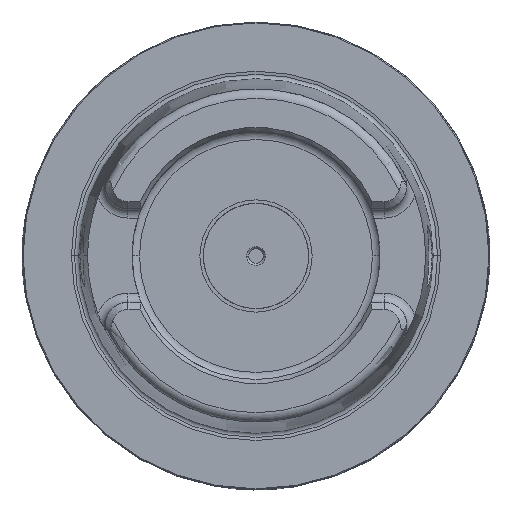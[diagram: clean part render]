
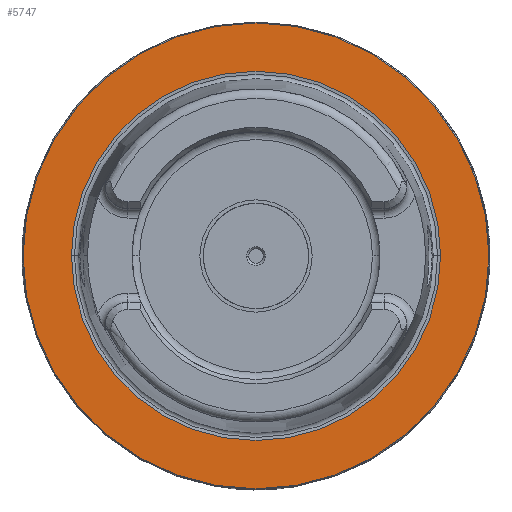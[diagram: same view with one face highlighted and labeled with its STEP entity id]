
A CAD part, top view. The second image highlights one B-rep face of the part: STEP entity #5747.
In plain terms, the highlighted planar face has unit normal (0, 0, 1).
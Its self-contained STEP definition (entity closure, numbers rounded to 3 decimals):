
#1744=CARTESIAN_POINT('',(0.,0.,0.));
#1745=DIRECTION('',(0.,0.,1.));
#1746=DIRECTION('',(1.,0.,0.));
#1747=AXIS2_PLACEMENT_3D('',#1744,#1745,#1746);
#1760=CARTESIAN_POINT('',(0.,0.,0.));
#1761=DIRECTION('',(0.,0.,-1.));
#1762=DIRECTION('',(1.,0.,0.));
#1763=AXIS2_PLACEMENT_3D('',#1760,#1761,#1762);
#1782=CARTESIAN_POINT('',(0.,0.,0.));
#1783=DIRECTION('',(0.,0.,1.));
#1784=DIRECTION('',(1.,0.,0.));
#1785=AXIS2_PLACEMENT_3D('',#1782,#1783,#1784);
#4203=CARTESIAN_POINT('',(0.,0.,0.));
#4204=DIRECTION('',(0.,0.,-1.));
#4205=DIRECTION('',(1.,0.,0.));
#4206=AXIS2_PLACEMENT_3D('',#4203,#4204,#4205);
#4233=CARTESIAN_POINT('',(39.464,0.,0.));
#4235=VERTEX_POINT('',#4233);
#4245=CARTESIAN_POINT('',(-39.464,0.,0.));
#4247=VERTEX_POINT('',#4245);
#4455=CARTESIAN_POINT('',(49.8,0.,0.));
#4456=CARTESIAN_POINT('',(-49.8,0.,0.));
#4457=VERTEX_POINT('',#4455);
#4458=VERTEX_POINT('',#4456);
#5731=CARTESIAN_POINT('',(0.,0.,0.));
#5732=DIRECTION('',(0.,0.,-1.));
#5733=DIRECTION('',(-1.,0.,0.));
#5734=AXIS2_PLACEMENT_3D('',#5731,#5732,#5733);
#5735=PLANE('',#5734);
#5736=ORIENTED_EDGE('',*,*,#5721,.F.);
#5738=ORIENTED_EDGE('',*,*,#5737,.T.);
#5739=EDGE_LOOP('',(#5736,#5738));
#5740=FACE_OUTER_BOUND('',#5739,.F.);
#5742=ORIENTED_EDGE('',*,*,#5741,.F.);
#5744=ORIENTED_EDGE('',*,*,#5743,.T.);
#5745=EDGE_LOOP('',(#5742,#5744));
#5746=FACE_BOUND('',#5745,.F.);
#1748=CIRCLE('',#1747,49.8);
#1764=CIRCLE('',#1763,39.464);
#1786=CIRCLE('',#1785,39.464);
#4207=CIRCLE('',#4206,49.8);
#5721=EDGE_CURVE('',#4457,#4458,#1748,.T.);
#5737=EDGE_CURVE('',#4457,#4458,#4207,.T.);
#5741=EDGE_CURVE('',#4235,#4247,#1764,.T.);
#5743=EDGE_CURVE('',#4235,#4247,#1786,.T.);
#5747=ADVANCED_FACE('',(#5740,#5746),#5735,.F.);
